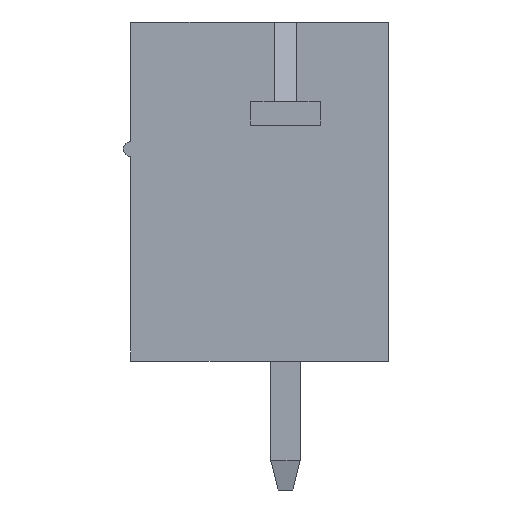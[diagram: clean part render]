
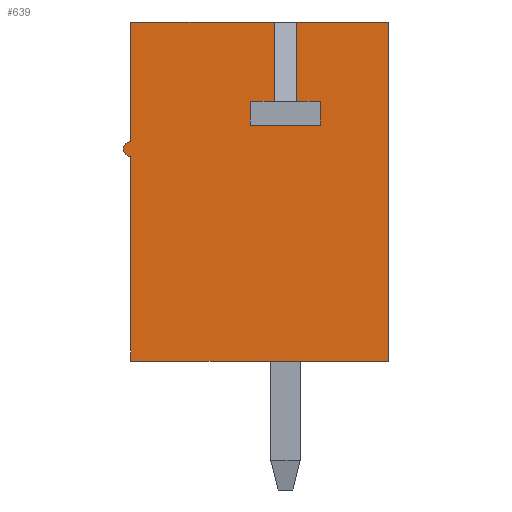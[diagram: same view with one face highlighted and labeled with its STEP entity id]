
A CAD part, left-side view. The second image highlights one B-rep face of the part: STEP entity #639.
In plain terms, the highlighted planar face has unit normal (-1, 0, 0).
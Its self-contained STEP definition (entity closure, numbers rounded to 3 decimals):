
#639 = ADVANCED_FACE( '', ( #1301 ), #1302, .F. );
#1301 = FACE_OUTER_BOUND( '', #1989, .T. );
#1302 = PLANE( '', #1990 );
#1989 = EDGE_LOOP( '', ( #3731, #3732, #3733, #3734, #3735, #3736, #3737, #3738, #3739, #3740, #3741, #3742, #3743, #3744 ) );
#1990 = AXIS2_PLACEMENT_3D( '', #3745, #3746, #3747 );
#3731 = ORIENTED_EDGE( '', *, *, #4878, .T. );
#3732 = ORIENTED_EDGE( '', *, *, #4971, .T. );
#3733 = ORIENTED_EDGE( '', *, *, #4915, .F. );
#3734 = ORIENTED_EDGE( '', *, *, #4552, .T. );
#3735 = ORIENTED_EDGE( '', *, *, #4490, .T. );
#3736 = ORIENTED_EDGE( '', *, *, #4839, .T. );
#3737 = ORIENTED_EDGE( '', *, *, #4565, .F. );
#3738 = ORIENTED_EDGE( '', *, *, #4306, .F. );
#3739 = ORIENTED_EDGE( '', *, *, #4914, .F. );
#3740 = ORIENTED_EDGE( '', *, *, #4889, .T. );
#3741 = ORIENTED_EDGE( '', *, *, #4772, .T. );
#3742 = ORIENTED_EDGE( '', *, *, #4460, .T. );
#3743 = ORIENTED_EDGE( '', *, *, #4333, .T. );
#3744 = ORIENTED_EDGE( '', *, *, #4769, .T. );
#3745 = CARTESIAN_POINT( '', ( -7.55, 0., 0. ) );
#3746 = DIRECTION( '', ( 1., 0., 0. ) );
#3747 = DIRECTION( '', ( 0., 0., -1. ) );
#4306 = EDGE_CURVE( '', #5188, #5190, #5191, .T. );
#4333 = EDGE_CURVE( '', #5235, #5236, #5237, .T. );
#4460 = EDGE_CURVE( '', #5455, #5235, #5456, .T. );
#4490 = EDGE_CURVE( '', #5504, #5502, #5505, .F. );
#4552 = EDGE_CURVE( '', #5604, #5504, #5608, .T. );
#4565 = EDGE_CURVE( '', #5190, #5627, #5628, .T. );
#4769 = EDGE_CURVE( '', #5236, #5932, #5933, .T. );
#4772 = EDGE_CURVE( '', #5936, #5455, #5937, .T. );
#4839 = EDGE_CURVE( '', #5502, #5627, #6020, .T. );
#4878 = EDGE_CURVE( '', #5932, #6072, #6073, .T. );
#4889 = EDGE_CURVE( '', #5550, #5936, #6086, .T. );
#4914 = EDGE_CURVE( '', #5550, #5188, #6115, .T. );
#4915 = EDGE_CURVE( '', #5604, #5552, #6116, .T. );
#4971 = EDGE_CURVE( '', #6072, #5552, #6186, .T. );
#5188 = VERTEX_POINT( '', #6469 );
#5190 = VERTEX_POINT( '', #6472 );
#5191 = LINE( '', #6473, #6474 );
#5235 = VERTEX_POINT( '', #6539 );
#5236 = VERTEX_POINT( '', #6540 );
#5237 = LINE( '', #6541, #6542 );
#5455 = VERTEX_POINT( '', #6862 );
#5456 = LINE( '', #6863, #6864 );
#5502 = VERTEX_POINT( '', #6930 );
#5504 = VERTEX_POINT( '', #6933 );
#5505 = CIRCLE( '', #6934, 0.2 );
#5550 = VERTEX_POINT( '', #7000 );
#5552 = VERTEX_POINT( '', #7003 );
#5604 = VERTEX_POINT( '', #7079 );
#5608 = LINE( '', #7085, #7086 );
#5627 = VERTEX_POINT( '', #7113 );
#5628 = LINE( '', #7114, #7115 );
#5932 = VERTEX_POINT( '', #7568 );
#5933 = LINE( '', #7569, #7570 );
#5936 = VERTEX_POINT( '', #7574 );
#5937 = LINE( '', #7575, #7576 );
#6020 = LINE( '', #7699, #7700 );
#6072 = VERTEX_POINT( '', #7779 );
#6073 = LINE( '', #7780, #7781 );
#6086 = LINE( '', #7799, #7800 );
#6115 = LINE( '', #7849, #7850 );
#6116 = LINE( '', #7851, #7852 );
#6186 = LINE( '', #7954, #7955 );
#6469 = CARTESIAN_POINT( '', ( -7.55, -3.6, 4.6 ) );
#6472 = CARTESIAN_POINT( '', ( -7.55, -3.6, -4.6 ) );
#6473 = CARTESIAN_POINT( '', ( -7.55, -3.6, 4.6 ) );
#6474 = VECTOR( '', #8132, 1000. );
#6539 = CARTESIAN_POINT( '', ( -7.55, -1.75, 1.8 ) );
#6540 = CARTESIAN_POINT( '', ( -7.55, 0.15, 1.8 ) );
#6541 = CARTESIAN_POINT( '', ( -7.55, -1.75, 1.8 ) );
#6542 = VECTOR( '', #8154, 1000. );
#6862 = CARTESIAN_POINT( '', ( -7.55, -1.75, 2.45 ) );
#6863 = CARTESIAN_POINT( '', ( -7.55, -1.75, 2.45 ) );
#6864 = VECTOR( '', #8266, 1000. );
#6930 = CARTESIAN_POINT( '', ( -7.55, 3.4, 0.95 ) );
#6933 = CARTESIAN_POINT( '', ( -7.55, 3.4, 1.35 ) );
#6934 = AXIS2_PLACEMENT_3D( '', #8291, #8292, #8293 );
#7000 = CARTESIAN_POINT( '', ( -7.55, -1.1, 4.6 ) );
#7003 = CARTESIAN_POINT( '', ( -7.55, -0.5, 4.6 ) );
#7079 = CARTESIAN_POINT( '', ( -7.55, 3.4, 4.6 ) );
#7085 = CARTESIAN_POINT( '', ( -7.55, 3.4, 0. ) );
#7086 = VECTOR( '', #8342, 1000. );
#7113 = CARTESIAN_POINT( '', ( -7.55, 3.4, -4.6 ) );
#7114 = CARTESIAN_POINT( '', ( -7.55, -3.6, -4.6 ) );
#7115 = VECTOR( '', #8354, 1000. );
#7568 = CARTESIAN_POINT( '', ( -7.55, 0.15, 2.45 ) );
#7569 = CARTESIAN_POINT( '', ( -7.55, 0.15, 1.8 ) );
#7570 = VECTOR( '', #8528, 1000. );
#7574 = CARTESIAN_POINT( '', ( -7.55, -1.1, 2.45 ) );
#7575 = CARTESIAN_POINT( '', ( -7.55, -1.1, 2.45 ) );
#7576 = VECTOR( '', #8530, 1000. );
#7699 = CARTESIAN_POINT( '', ( -7.55, 3.4, 0. ) );
#7700 = VECTOR( '', #8583, 1000. );
#7779 = CARTESIAN_POINT( '', ( -7.55, -0.5, 2.45 ) );
#7780 = CARTESIAN_POINT( '', ( -7.55, 0.15, 2.45 ) );
#7781 = VECTOR( '', #8614, 1000. );
#7799 = CARTESIAN_POINT( '', ( -7.55, -1.1, 4.6 ) );
#7800 = VECTOR( '', #8623, 1000. );
#7849 = CARTESIAN_POINT( '', ( -7.55, 3.6, 4.6 ) );
#7850 = VECTOR( '', #8650, 1000. );
#7851 = CARTESIAN_POINT( '', ( -7.55, 3.6, 4.6 ) );
#7852 = VECTOR( '', #8651, 1000. );
#7954 = CARTESIAN_POINT( '', ( -7.55, -0.5, 2.45 ) );
#7955 = VECTOR( '', #8690, 1000. );
#8132 = DIRECTION( '', ( 0., 0., -1. ) );
#8154 = DIRECTION( '', ( 0., 1., 0. ) );
#8266 = DIRECTION( '', ( 0., 0., -1. ) );
#8291 = CARTESIAN_POINT( '', ( -7.55, 3.4, 1.15 ) );
#8292 = DIRECTION( '', ( 1., 0., 0. ) );
#8293 = DIRECTION( '', ( 0., 0., -1. ) );
#8342 = DIRECTION( '', ( 0., 0., -1. ) );
#8354 = DIRECTION( '', ( 0., 1., 0. ) );
#8528 = DIRECTION( '', ( 0., 0., 1. ) );
#8530 = DIRECTION( '', ( 0., -1., 0. ) );
#8583 = DIRECTION( '', ( 0., 0., -1. ) );
#8614 = DIRECTION( '', ( 0., -1., 0. ) );
#8623 = DIRECTION( '', ( 0., 0., -1. ) );
#8650 = DIRECTION( '', ( 0., -1., 0. ) );
#8651 = DIRECTION( '', ( 0., -1., 0. ) );
#8690 = DIRECTION( '', ( 0., 0., 1. ) );
